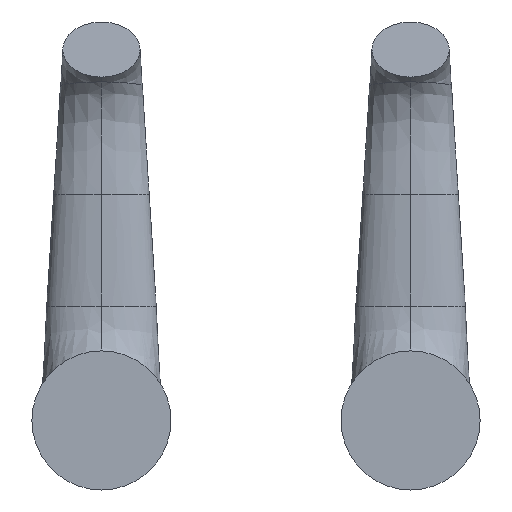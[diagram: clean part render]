
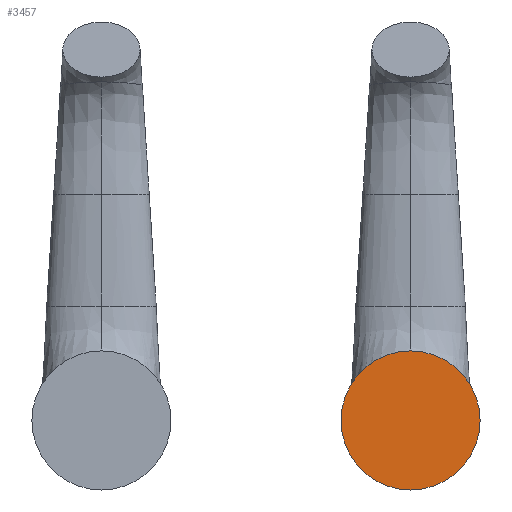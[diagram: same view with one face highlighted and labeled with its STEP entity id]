
A CAD part, front view. The second image highlights one B-rep face of the part: STEP entity #3457.
In plain terms, the highlighted planar face has unit normal (0, -1, 0).
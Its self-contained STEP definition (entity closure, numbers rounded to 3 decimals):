
#1454=CARTESIAN_POINT('',(143.345,-50.115,0.));
#1455=DIRECTION('',(0.,-1.,0.));
#1456=DIRECTION('',(0.,0.,1.));
#1457=AXIS2_PLACEMENT_3D('',#1454,#1455,#1456);
#1459=CARTESIAN_POINT('',(143.345,-50.115,0.));
#1460=DIRECTION('',(0.,-1.,0.));
#1461=DIRECTION('',(0.,0.,-1.));
#1462=AXIS2_PLACEMENT_3D('',#1459,#1460,#1461);
#1619=CARTESIAN_POINT('',(143.345,-50.115,22.5));
#1621=VERTEX_POINT('',#1619);
#1623=CARTESIAN_POINT('',(143.345,-50.115,-22.5));
#1625=VERTEX_POINT('',#1623);
#3447=CARTESIAN_POINT('',(143.345,-50.115,-22.5));
#3448=DIRECTION('',(0.,-1.,0.));
#3449=DIRECTION('',(0.,0.,-1.));
#3450=AXIS2_PLACEMENT_3D('',#3447,#3448,#3449);
#3451=PLANE('',#3450);
#3453=ORIENTED_EDGE('',*,*,#3452,.F.);
#3454=ORIENTED_EDGE('',*,*,#3437,.F.);
#3455=EDGE_LOOP('',(#3453,#3454));
#3456=FACE_OUTER_BOUND('',#3455,.F.);
#3457=ADVANCED_FACE('',(#3456),#3451,.T.);
#1458=CIRCLE('',#1457,22.5);
#1463=CIRCLE('',#1462,22.5);
#3437=EDGE_CURVE('',#1625,#1621,#1463,.T.);
#3452=EDGE_CURVE('',#1621,#1625,#1458,.T.);
